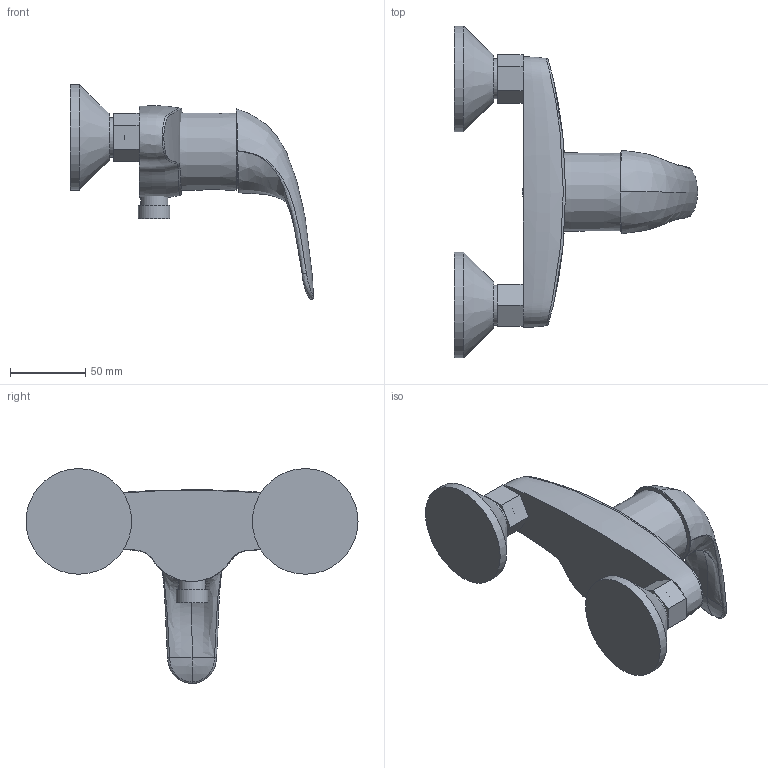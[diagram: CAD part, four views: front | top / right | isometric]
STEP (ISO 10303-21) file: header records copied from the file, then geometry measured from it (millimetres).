
FILE_DESCRIPTION(/* description */ ('Unknown'),/* implementation_level */ '2;1');
FILE_NAME(/* name */ '32740000',/* time_stamp */ '2022-09-08T08:39:06+02:00',/* author */ ('Unknown'),/* organization */ ('GROHE AG'),/* preprocessor_version */ 'ST-DEVELOPER v16.7',/* originating_system */ 'DEX',/* authorisation */ $);
FILE_SCHEMA (('AUTOMOTIVE_DESIGN {1 0 10303 214 3 1 1}'));
Length unit declared in the file: millimetre
Products named in the file (7): 32740000; 32740000_0; 32740000_1; 32740000_2; 32740000_3; id194
Assembly tree (6 placements, depth 2):
  32740000
    32740000
    32740000_0
    32740000_1
    32740000_2
    32740000_3
    id194
Bounding box: 161.16 x 220 x 142.39 mm (x, y, z)
Volume: 345979.1 mm3; surface area: 79750 mm2
Topology: 5 solids, 10 shells, 53 faces, 109 edges, 69 vertices
Faces by surface type: plane 25, bspline 18, cylinder 6, cone 3, sphere 1
Full cylindrical faces by diameter (mm): 18 x1, 20.96 x1, 26.44 x2, 70 x2
Entity records: 4518 total; most frequent: CARTESIAN_POINT 3234, ORIENTED_EDGE 175, DIRECTION 169, EDGE_CURVE 95, VERTEX_POINT 67, EDGE_LOOP 67, FACE_BOUND 67, AXIS2_PLACEMENT_3D 66
